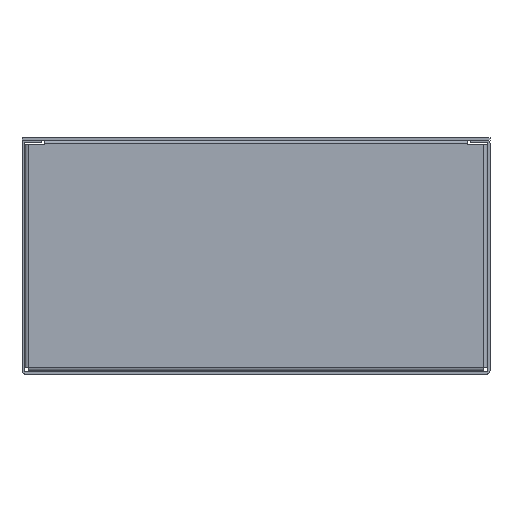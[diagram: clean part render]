
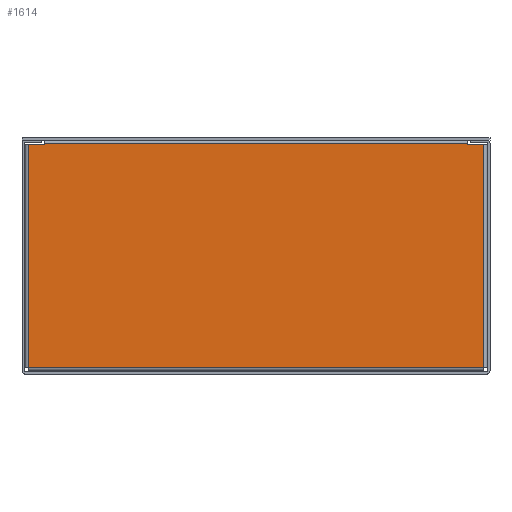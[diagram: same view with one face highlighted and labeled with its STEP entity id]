
A CAD part, front view. The second image highlights one B-rep face of the part: STEP entity #1614.
In plain terms, the highlighted planar face has unit normal (0, -1, 0).
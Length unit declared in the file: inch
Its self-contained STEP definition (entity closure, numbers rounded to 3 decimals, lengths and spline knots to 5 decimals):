
#26 = CARTESIAN_POINT ( 'NONE',  ( 5.844, -8., 6. ) ) ;
#587 = CARTESIAN_POINT ( 'NONE',  ( -5.844, -8., 5.914 ) ) ;
#768 = ORIENTED_EDGE ( 'NONE', *, *, #3018, .F. ) ;
#769 = LINE ( 'NONE', #2323, #2881 ) ;
#825 = VECTOR ( 'NONE', #4580, 39.37008 ) ;
#1022 = VECTOR ( 'NONE', #1525, 39.37008 ) ;
#1071 = VERTEX_POINT ( 'NONE', #5515 ) ;
#1084 = LINE ( 'NONE', #3151, #5988 ) ;
#1097 = PLANE ( 'NONE',  #5483 ) ;
#1190 = LINE ( 'NONE', #3260, #3304 ) ;
#1214 = LINE ( 'NONE', #6360, #4433 ) ;
#1305 = EDGE_LOOP ( 'NONE', ( #2548, #4275, #2059, #4879, #3039, #768, #1537, #2126 ) ) ;
#1327 = EDGE_CURVE ( 'NONE', #3010, #1071, #1214, .T. ) ;
#1377 = VECTOR ( 'NONE', #3840, 39.37008 ) ;
#1525 = DIRECTION ( 'NONE',  ( 1., 0., 0. ) ) ;
#1537 = ORIENTED_EDGE ( 'NONE', *, *, #1327, .F. ) ;
#1614 = ADVANCED_FACE ( 'NONE', ( #3513 ), #1097, .F. ) ;
#1727 = DIRECTION ( 'NONE',  ( 1., 0., 0. ) ) ;
#1734 = EDGE_CURVE ( 'NONE', #6074, #2616, #3307, .T. ) ;
#2059 = ORIENTED_EDGE ( 'NONE', *, *, #1734, .F. ) ;
#2073 = EDGE_CURVE ( 'NONE', #3658, #5038, #6235, .T. ) ;
#2096 = DIRECTION ( 'NONE',  ( 0., 0., -1. ) ) ;
#2126 = ORIENTED_EDGE ( 'NONE', *, *, #6631, .F. ) ;
#2284 = CARTESIAN_POINT ( 'NONE',  ( -5.429, -8., 5.914 ) ) ;
#2323 = CARTESIAN_POINT ( 'NONE',  ( -5.429, -8., 5.9 ) ) ;
#2509 = CARTESIAN_POINT ( 'NONE',  ( -5.844, -8., 0.166 ) ) ;
#2548 = ORIENTED_EDGE ( 'NONE', *, *, #2073, .F. ) ;
#2597 = LINE ( 'NONE', #26, #2871 ) ;
#2616 = VERTEX_POINT ( 'NONE', #3825 ) ;
#2871 = VECTOR ( 'NONE', #2096, 39.37008 ) ;
#2881 = VECTOR ( 'NONE', #6449, 39.37008 ) ;
#3010 = VERTEX_POINT ( 'NONE', #5248 ) ;
#3018 = EDGE_CURVE ( 'NONE', #1071, #6214, #2597, .T. ) ;
#3039 = ORIENTED_EDGE ( 'NONE', *, *, #6355, .F. ) ;
#3110 = VERTEX_POINT ( 'NONE', #3794 ) ;
#3151 = CARTESIAN_POINT ( 'NONE',  ( -5.844, -8., 0.166 ) ) ;
#3166 = DIRECTION ( 'NONE',  ( -1., 0., 0. ) ) ;
#3260 = CARTESIAN_POINT ( 'NONE',  ( 5.429, -8., 5.9 ) ) ;
#3304 = VECTOR ( 'NONE', #5318, 39.37008 ) ;
#3307 = LINE ( 'NONE', #6308, #1377 ) ;
#3482 = EDGE_CURVE ( 'NONE', #2616, #3658, #769, .T. ) ;
#3513 = FACE_OUTER_BOUND ( 'NONE', #1305, .T. ) ;
#3521 = EDGE_CURVE ( 'NONE', #3110, #6074, #4649, .T. ) ;
#3544 = CARTESIAN_POINT ( 'NONE',  ( -5.844, -8., 6. ) ) ;
#3658 = VERTEX_POINT ( 'NONE', #2284 ) ;
#3755 = CARTESIAN_POINT ( 'NONE',  ( 5.429, -8., 5.914 ) ) ;
#3794 = CARTESIAN_POINT ( 'NONE',  ( -5.844, -8., 0.166 ) ) ;
#3825 = CARTESIAN_POINT ( 'NONE',  ( -5.429, -8., 5.9 ) ) ;
#3840 = DIRECTION ( 'NONE',  ( 1., 0., 0. ) ) ;
#3901 = CARTESIAN_POINT ( 'NONE',  ( -5.844, -8., 5.9 ) ) ;
#3986 = DIRECTION ( 'NONE',  ( 0., 1., 0. ) ) ;
#4275 = ORIENTED_EDGE ( 'NONE', *, *, #3482, .F. ) ;
#4433 = VECTOR ( 'NONE', #1727, 39.37008 ) ;
#4475 = DIRECTION ( 'NONE',  ( -1., 0., 0. ) ) ;
#4580 = DIRECTION ( 'NONE',  ( 0., 0., 1. ) ) ;
#4649 = LINE ( 'NONE', #2509, #825 ) ;
#4879 = ORIENTED_EDGE ( 'NONE', *, *, #3521, .F. ) ;
#5038 = VERTEX_POINT ( 'NONE', #3755 ) ;
#5248 = CARTESIAN_POINT ( 'NONE',  ( 5.429, -8., 5.9 ) ) ;
#5318 = DIRECTION ( 'NONE',  ( 0., 0., -1. ) ) ;
#5483 = AXIS2_PLACEMENT_3D ( 'NONE', #3544, #3986, #3166 ) ;
#5515 = CARTESIAN_POINT ( 'NONE',  ( 5.844, -8., 5.9 ) ) ;
#5584 = CARTESIAN_POINT ( 'NONE',  ( 5.844, -8., 0.166 ) ) ;
#5988 = VECTOR ( 'NONE', #4475, 39.37008 ) ;
#6074 = VERTEX_POINT ( 'NONE', #3901 ) ;
#6214 = VERTEX_POINT ( 'NONE', #5584 ) ;
#6235 = LINE ( 'NONE', #587, #1022 ) ;
#6308 = CARTESIAN_POINT ( 'NONE',  ( -5.844, -8., 5.9 ) ) ;
#6355 = EDGE_CURVE ( 'NONE', #6214, #3110, #1084, .T. ) ;
#6360 = CARTESIAN_POINT ( 'NONE',  ( 5.844, -8., 5.9 ) ) ;
#6449 = DIRECTION ( 'NONE',  ( 0., 0., 1. ) ) ;
#6631 = EDGE_CURVE ( 'NONE', #5038, #3010, #1190, .T. ) ;
